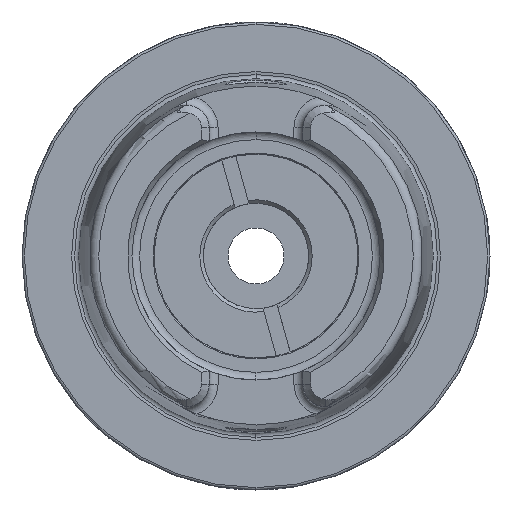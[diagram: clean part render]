
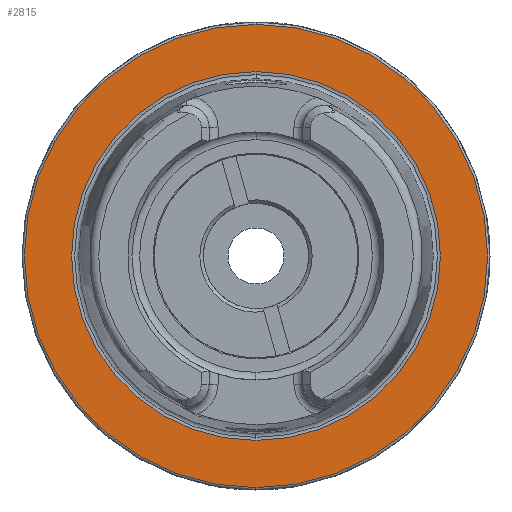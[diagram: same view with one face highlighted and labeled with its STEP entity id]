
A CAD part, left-side view. The second image highlights one B-rep face of the part: STEP entity #2815.
In plain terms, the highlighted planar face has unit normal (-1, 0, 0).
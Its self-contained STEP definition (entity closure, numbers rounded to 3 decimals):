
#86 = EDGE_CURVE ( 'NONE', #6536, #9339, #117, .T. ) ;
#117 = CIRCLE ( 'NONE', #8100, 39.405 ) ;
#215 = DIRECTION ( 'NONE',  ( 0., 0., 1. ) ) ;
#285 = CARTESIAN_POINT ( 'NONE',  ( 0., 0., 0. ) ) ;
#387 = ORIENTED_EDGE ( 'NONE', *, *, #8327, .T. ) ;
#535 = CARTESIAN_POINT ( 'NONE',  ( 0., 0., 49.5 ) ) ;
#697 = AXIS2_PLACEMENT_3D ( 'NONE', #6675, #2095, #7496 ) ;
#758 = DIRECTION ( 'NONE',  ( -1., 0., 0. ) ) ;
#1064 = DIRECTION ( 'NONE',  ( 0., 0., 1. ) ) ;
#1260 = CARTESIAN_POINT ( 'NONE',  ( 0., 0., 39.405 ) ) ;
#1507 = EDGE_CURVE ( 'NONE', #7124, #3710, #9193, .T. ) ;
#2069 = CARTESIAN_POINT ( 'NONE',  ( 0., 0., 0. ) ) ;
#2095 = DIRECTION ( 'NONE',  ( 1., 0., 0. ) ) ;
#2682 = EDGE_LOOP ( 'NONE', ( #387, #3680 ) ) ;
#2694 = CARTESIAN_POINT ( 'NONE',  ( 0., 0., -39.405 ) ) ;
#2802 = EDGE_CURVE ( 'NONE', #9339, #6536, #3699, .T. ) ;
#2815 = ADVANCED_FACE ( 'NONE', ( #7590, #5275 ), #5892, .F. ) ;
#2824 = DIRECTION ( 'NONE',  ( 0., 0., 1. ) ) ;
#3680 = ORIENTED_EDGE ( 'NONE', *, *, #1507, .T. ) ;
#3699 = CIRCLE ( 'NONE', #7106, 39.405 ) ;
#3710 = VERTEX_POINT ( 'NONE', #535 ) ;
#4099 = AXIS2_PLACEMENT_3D ( 'NONE', #9472, #4825, #215 ) ;
#4825 = DIRECTION ( 'NONE',  ( -1., 0., 0. ) ) ;
#5275 = FACE_OUTER_BOUND ( 'NONE', #2682, .T. ) ;
#5352 = DIRECTION ( 'NONE',  ( 0., 0., 1. ) ) ;
#5664 = DIRECTION ( 'NONE',  ( -1., 0., 0. ) ) ;
#5892 = PLANE ( 'NONE',  #697 ) ;
#6133 = CARTESIAN_POINT ( 'NONE',  ( 0., 0., 0. ) ) ;
#6536 = VERTEX_POINT ( 'NONE', #1260 ) ;
#6675 = CARTESIAN_POINT ( 'NONE',  ( 0., 49.5, 0. ) ) ;
#6905 = AXIS2_PLACEMENT_3D ( 'NONE', #285, #5664, #1064 ) ;
#7106 = AXIS2_PLACEMENT_3D ( 'NONE', #2069, #7455, #2824 ) ;
#7109 = CIRCLE ( 'NONE', #6905, 49.5 ) ;
#7124 = VERTEX_POINT ( 'NONE', #8392 ) ;
#7273 = ORIENTED_EDGE ( 'NONE', *, *, #2802, .F. ) ;
#7455 = DIRECTION ( 'NONE',  ( -1., 0., 0. ) ) ;
#7496 = DIRECTION ( 'NONE',  ( 0., 0., -1. ) ) ;
#7590 = FACE_BOUND ( 'NONE', #9638, .T. ) ;
#8100 = AXIS2_PLACEMENT_3D ( 'NONE', #6133, #758, #5352 ) ;
#8327 = EDGE_CURVE ( 'NONE', #3710, #7124, #7109, .T. ) ;
#8392 = CARTESIAN_POINT ( 'NONE',  ( 0., 0., -49.5 ) ) ;
#8594 = ORIENTED_EDGE ( 'NONE', *, *, #86, .F. ) ;
#9193 = CIRCLE ( 'NONE', #4099, 49.5 ) ;
#9339 = VERTEX_POINT ( 'NONE', #2694 ) ;
#9472 = CARTESIAN_POINT ( 'NONE',  ( 0., 0., 0. ) ) ;
#9638 = EDGE_LOOP ( 'NONE', ( #8594, #7273 ) ) ;
